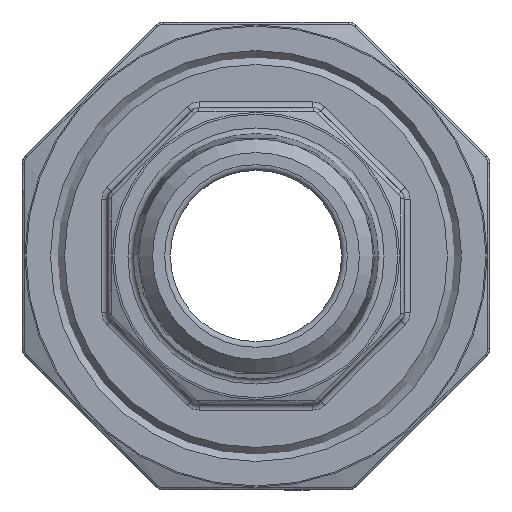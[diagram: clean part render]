
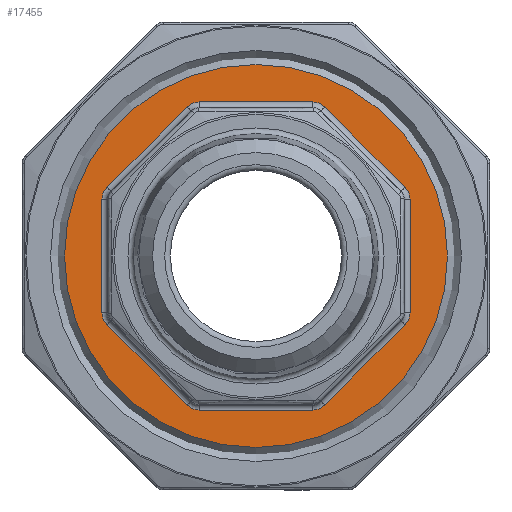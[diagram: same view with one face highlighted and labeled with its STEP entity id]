
A CAD part, left-side view. The second image highlights one B-rep face of the part: STEP entity #17455.
In plain terms, the highlighted planar face has unit normal (-1, 0, 0).
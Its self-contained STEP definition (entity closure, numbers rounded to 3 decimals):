
#102 = CARTESIAN_POINT ( 'NONE',  ( -9.5, 16.775, 0. ) ) ;
#289 = CARTESIAN_POINT ( 'NONE',  ( -9.5, 16.775, 13.5 ) ) ;
#324 = CARTESIAN_POINT ( 'NONE',  ( -9.5, -13.061, 6.031 ) ) ;
#335 = ORIENTED_EDGE ( 'NONE', *, *, #20090, .T. ) ;
#473 = ORIENTED_EDGE ( 'NONE', *, *, #20182, .T. ) ;
#594 = DIRECTION ( 'NONE',  ( 0., 1., 0. ) ) ;
#670 = VERTEX_POINT ( 'NONE', #324 ) ;
#744 = CARTESIAN_POINT ( 'NONE',  ( -9.5, 4.971, 12. ) ) ;
#754 = CARTESIAN_POINT ( 'NONE',  ( -9.5, 13.061, -6.031 ) ) ;
#999 = CIRCLE ( 'NONE', #15315, 1.5 ) ;
#1108 = EDGE_CURVE ( 'NONE', #15231, #15231, #8805, .T. ) ;
#1118 = CARTESIAN_POINT ( 'NONE',  ( -9.5, -4.971, -13.5 ) ) ;
#1237 = VERTEX_POINT ( 'NONE', #1118 ) ;
#1247 = VERTEX_POINT ( 'NONE', #9382 ) ;
#1368 = VECTOR ( 'NONE', #14104, 1000. ) ;
#1406 = VECTOR ( 'NONE', #5959, 1000. ) ;
#1630 = CARTESIAN_POINT ( 'NONE',  ( -9.5, 12., 4.971 ) ) ;
#1694 = ORIENTED_EDGE ( 'NONE', *, *, #2936, .T. ) ;
#1697 = CIRCLE ( 'NONE', #14353, 1.5 ) ;
#1886 = ORIENTED_EDGE ( 'NONE', *, *, #5701, .T. ) ;
#2068 = FACE_OUTER_BOUND ( 'NONE', #20526, .T. ) ;
#2272 = EDGE_CURVE ( 'NONE', #6998, #11429, #19920, .T. ) ;
#2795 = EDGE_CURVE ( 'NONE', #11421, #1237, #9217, .T. ) ;
#2936 = EDGE_CURVE ( 'NONE', #11444, #16646, #19189, .T. ) ;
#3062 = ORIENTED_EDGE ( 'NONE', *, *, #18412, .T. ) ;
#3093 = VERTEX_POINT ( 'NONE', #16199 ) ;
#3323 = FACE_BOUND ( 'NONE', #12471, .T. ) ;
#3689 = AXIS2_PLACEMENT_3D ( 'NONE', #1630, #4767, #11170 ) ;
#3747 = ORIENTED_EDGE ( 'NONE', *, *, #5132, .T. ) ;
#4170 = CIRCLE ( 'NONE', #14158, 1.5 ) ;
#4206 = CARTESIAN_POINT ( 'NONE',  ( -9.5, -6.031, 13.061 ) ) ;
#4354 = VERTEX_POINT ( 'NONE', #5457 ) ;
#4388 = VECTOR ( 'NONE', #16504, 1000. ) ;
#4767 = DIRECTION ( 'NONE',  ( 1., 0., 0. ) ) ;
#4787 = EDGE_CURVE ( 'NONE', #670, #1247, #4170, .T. ) ;
#4794 = DIRECTION ( 'NONE',  ( 0., 0., -1. ) ) ;
#5132 = EDGE_CURVE ( 'NONE', #4354, #3093, #12505, .T. ) ;
#5284 = CARTESIAN_POINT ( 'NONE',  ( -9.5, -4.971, 12. ) ) ;
#5457 = CARTESIAN_POINT ( 'NONE',  ( -9.5, 6.031, 13.061 ) ) ;
#5621 = VECTOR ( 'NONE', #13112, 1000. ) ;
#5629 = CARTESIAN_POINT ( 'NONE',  ( -9.5, 4.971, -13.5 ) ) ;
#5655 = CARTESIAN_POINT ( 'NONE',  ( -9.5, 16.775, 0. ) ) ;
#5701 = EDGE_CURVE ( 'NONE', #17220, #4354, #10087, .T. ) ;
#5741 = VECTOR ( 'NONE', #4794, 1000. ) ;
#5785 = CARTESIAN_POINT ( 'NONE',  ( -9.5, 6.031, -13.061 ) ) ;
#5959 = DIRECTION ( 'NONE',  ( 0., -0.707, 0.707 ) ) ;
#6162 = AXIS2_PLACEMENT_3D ( 'NONE', #744, #11910, #8786 ) ;
#6436 = CARTESIAN_POINT ( 'NONE',  ( -9.5, 13.5, 0. ) ) ;
#6998 = VERTEX_POINT ( 'NONE', #8216 ) ;
#7072 = EDGE_CURVE ( 'NONE', #11429, #11421, #18426, .T. ) ;
#7232 = CARTESIAN_POINT ( 'NONE',  ( -9.5, -1.158, -17.933 ) ) ;
#7491 = ORIENTED_EDGE ( 'NONE', *, *, #2272, .T. ) ;
#7537 = DIRECTION ( 'NONE',  ( 0., -1., 0. ) ) ;
#7708 = ORIENTED_EDGE ( 'NONE', *, *, #17402, .T. ) ;
#7714 = CARTESIAN_POINT ( 'NONE',  ( -9.5, 4.971, -12. ) ) ;
#8216 = CARTESIAN_POINT ( 'NONE',  ( -9.5, -13.5, -4.971 ) ) ;
#8224 = CARTESIAN_POINT ( 'NONE',  ( -9.5, -1.158, 17.933 ) ) ;
#8715 = DIRECTION ( 'NONE',  ( 0., 0.707, -0.707 ) ) ;
#8786 = DIRECTION ( 'NONE',  ( 0., -1., 0. ) ) ;
#8805 = CIRCLE ( 'NONE', #18809, 16.775 ) ;
#9017 = CARTESIAN_POINT ( 'NONE',  ( -9.5, 17.933, 1.158 ) ) ;
#9038 = VERTEX_POINT ( 'NONE', #5785 ) ;
#9102 = DIRECTION ( 'NONE',  ( 0., -1., 0. ) ) ;
#9217 = CIRCLE ( 'NONE', #19850, 1.5 ) ;
#9382 = CARTESIAN_POINT ( 'NONE',  ( -9.5, -13.5, 4.971 ) ) ;
#9464 = EDGE_CURVE ( 'NONE', #1247, #6998, #20453, .T. ) ;
#9722 = CARTESIAN_POINT ( 'NONE',  ( -9.5, 13.061, 6.031 ) ) ;
#9775 = CARTESIAN_POINT ( 'NONE',  ( -9.5, -12., 4.971 ) ) ;
#9874 = DIRECTION ( 'NONE',  ( 0., -1., 0. ) ) ;
#9902 = CARTESIAN_POINT ( 'NONE',  ( -9.5, -13.061, -6.031 ) ) ;
#9945 = LINE ( 'NONE', #11702, #4388 ) ;
#10087 = LINE ( 'NONE', #9017, #1406 ) ;
#10221 = DIRECTION ( 'NONE',  ( 1., 0., 0. ) ) ;
#10238 = ORIENTED_EDGE ( 'NONE', *, *, #9464, .T. ) ;
#10356 = AXIS2_PLACEMENT_3D ( 'NONE', #102, #13107, #12805 ) ;
#10636 = DIRECTION ( 'NONE',  ( 0., -1., 0. ) ) ;
#11124 = VERTEX_POINT ( 'NONE', #4206 ) ;
#11170 = DIRECTION ( 'NONE',  ( 0., -1., 0. ) ) ;
#11262 = LINE ( 'NONE', #8224, #14679 ) ;
#11421 = VERTEX_POINT ( 'NONE', #11562 ) ;
#11429 = VERTEX_POINT ( 'NONE', #9902 ) ;
#11444 = VERTEX_POINT ( 'NONE', #18539 ) ;
#11514 = VECTOR ( 'NONE', #12803, 1000. ) ;
#11562 = CARTESIAN_POINT ( 'NONE',  ( -9.5, -6.031, -13.061 ) ) ;
#11630 = CARTESIAN_POINT ( 'NONE',  ( -9.5, 13.5, 4.971 ) ) ;
#11674 = DIRECTION ( 'NONE',  ( 0., -1., 0. ) ) ;
#11702 = CARTESIAN_POINT ( 'NONE',  ( -9.5, 17.933, -1.158 ) ) ;
#11910 = DIRECTION ( 'NONE',  ( 1., 0., 0. ) ) ;
#12227 = CARTESIAN_POINT ( 'NONE',  ( -9.5, -12., -4.971 ) ) ;
#12307 = CARTESIAN_POINT ( 'NONE',  ( -9.5, -4.971, 13.5 ) ) ;
#12471 = EDGE_LOOP ( 'NONE', ( #1694, #19383, #1886, #3747, #19793, #17976, #19839, #17885, #10238, #7491, #13409, #19771, #335, #7708, #473, #3062 ) ) ;
#12505 = CIRCLE ( 'NONE', #6162, 1.5 ) ;
#12509 = DIRECTION ( 'NONE',  ( 0., -1., 0. ) ) ;
#12600 = AXIS2_PLACEMENT_3D ( 'NONE', #12227, #18598, #7537 ) ;
#12803 = DIRECTION ( 'NONE',  ( 0., 0., 1. ) ) ;
#12805 = DIRECTION ( 'NONE',  ( 0., -1., 0. ) ) ;
#13107 = DIRECTION ( 'NONE',  ( -1., 0., 0. ) ) ;
#13112 = DIRECTION ( 'NONE',  ( 0., -1., 0. ) ) ;
#13127 = CARTESIAN_POINT ( 'NONE',  ( -9.5, 0., 0. ) ) ;
#13409 = ORIENTED_EDGE ( 'NONE', *, *, #7072, .T. ) ;
#13862 = DIRECTION ( 'NONE',  ( 1., 0., 0. ) ) ;
#14104 = DIRECTION ( 'NONE',  ( 0., 1., 0. ) ) ;
#14158 = AXIS2_PLACEMENT_3D ( 'NONE', #9775, #14535, #9874 ) ;
#14180 = CARTESIAN_POINT ( 'NONE',  ( -9.5, -13.5, 0. ) ) ;
#14262 = AXIS2_PLACEMENT_3D ( 'NONE', #5284, #16260, #11674 ) ;
#14264 = DIRECTION ( 'NONE',  ( 1., 0., 0. ) ) ;
#14353 = AXIS2_PLACEMENT_3D ( 'NONE', #15767, #13862, #9102 ) ;
#14373 = PLANE ( 'NONE',  #10356 ) ;
#14375 = EDGE_CURVE ( 'NONE', #3093, #18550, #20123, .T. ) ;
#14535 = DIRECTION ( 'NONE',  ( 1., 0., 0. ) ) ;
#14547 = DIRECTION ( 'NONE',  ( 0., -0.707, -0.707 ) ) ;
#14679 = VECTOR ( 'NONE', #14547, 1000. ) ;
#15231 = VERTEX_POINT ( 'NONE', #5655 ) ;
#15315 = AXIS2_PLACEMENT_3D ( 'NONE', #7714, #14264, #12509 ) ;
#15672 = LINE ( 'NONE', #18913, #1368 ) ;
#15723 = EDGE_CURVE ( 'NONE', #18550, #11124, #20600, .T. ) ;
#15767 = CARTESIAN_POINT ( 'NONE',  ( -9.5, 12., -4.971 ) ) ;
#15883 = ORIENTED_EDGE ( 'NONE', *, *, #1108, .F. ) ;
#16199 = CARTESIAN_POINT ( 'NONE',  ( -9.5, 4.971, 13.5 ) ) ;
#16260 = DIRECTION ( 'NONE',  ( 1., 0., 0. ) ) ;
#16504 = DIRECTION ( 'NONE',  ( 0., 0.707, 0.707 ) ) ;
#16646 = VERTEX_POINT ( 'NONE', #11630 ) ;
#17220 = VERTEX_POINT ( 'NONE', #9722 ) ;
#17299 = DIRECTION ( 'NONE',  ( 1., 0., 0. ) ) ;
#17370 = VECTOR ( 'NONE', #8715, 1000. ) ;
#17402 = EDGE_CURVE ( 'NONE', #20257, #9038, #999, .T. ) ;
#17415 = CARTESIAN_POINT ( 'NONE',  ( -9.5, -4.971, -12. ) ) ;
#17455 = ADVANCED_FACE ( 'NONE', ( #3323, #2068 ), #14373, .T. ) ;
#17885 = ORIENTED_EDGE ( 'NONE', *, *, #4787, .T. ) ;
#17976 = ORIENTED_EDGE ( 'NONE', *, *, #15723, .T. ) ;
#18412 = EDGE_CURVE ( 'NONE', #19970, #11444, #1697, .T. ) ;
#18426 = LINE ( 'NONE', #7232, #17370 ) ;
#18539 = CARTESIAN_POINT ( 'NONE',  ( -9.5, 13.5, -4.971 ) ) ;
#18550 = VERTEX_POINT ( 'NONE', #12307 ) ;
#18598 = DIRECTION ( 'NONE',  ( 1., 0., 0. ) ) ;
#18809 = AXIS2_PLACEMENT_3D ( 'NONE', #13127, #10221, #594 ) ;
#18913 = CARTESIAN_POINT ( 'NONE',  ( -9.5, 16.775, -13.5 ) ) ;
#19189 = LINE ( 'NONE', #6436, #11514 ) ;
#19383 = ORIENTED_EDGE ( 'NONE', *, *, #19736, .T. ) ;
#19667 = CIRCLE ( 'NONE', #3689, 1.5 ) ;
#19691 = EDGE_CURVE ( 'NONE', #11124, #670, #11262, .T. ) ;
#19736 = EDGE_CURVE ( 'NONE', #16646, #17220, #19667, .T. ) ;
#19771 = ORIENTED_EDGE ( 'NONE', *, *, #2795, .T. ) ;
#19793 = ORIENTED_EDGE ( 'NONE', *, *, #14375, .T. ) ;
#19839 = ORIENTED_EDGE ( 'NONE', *, *, #19691, .T. ) ;
#19850 = AXIS2_PLACEMENT_3D ( 'NONE', #17415, #17299, #10636 ) ;
#19920 = CIRCLE ( 'NONE', #12600, 1.5 ) ;
#19970 = VERTEX_POINT ( 'NONE', #754 ) ;
#20090 = EDGE_CURVE ( 'NONE', #1237, #20257, #15672, .T. ) ;
#20123 = LINE ( 'NONE', #289, #5621 ) ;
#20182 = EDGE_CURVE ( 'NONE', #9038, #19970, #9945, .T. ) ;
#20257 = VERTEX_POINT ( 'NONE', #5629 ) ;
#20453 = LINE ( 'NONE', #14180, #5741 ) ;
#20526 = EDGE_LOOP ( 'NONE', ( #15883 ) ) ;
#20600 = CIRCLE ( 'NONE', #14262, 1.5 ) ;
